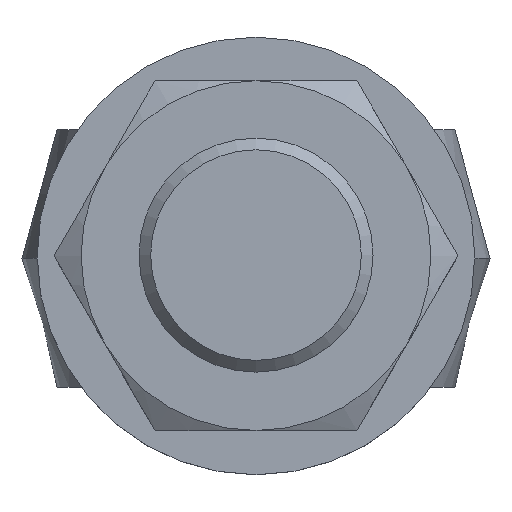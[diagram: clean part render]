
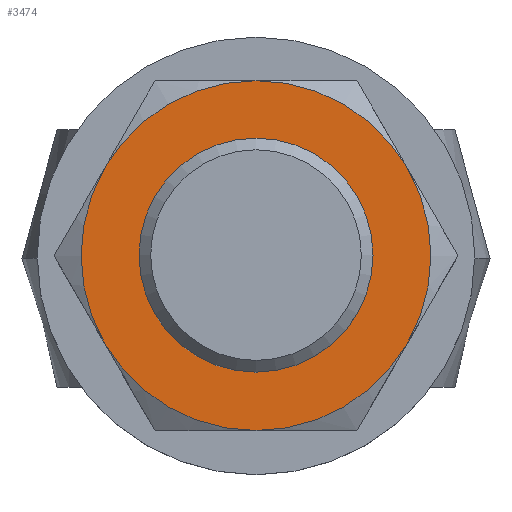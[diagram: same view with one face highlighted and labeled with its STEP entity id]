
A CAD part, top view. The second image highlights one B-rep face of the part: STEP entity #3474.
In plain terms, the highlighted face is planar.
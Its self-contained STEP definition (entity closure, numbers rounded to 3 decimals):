
#48 = CARTESIAN_POINT ( 'NONE',  ( 0., 14.95, -8. ) ) ;
#196 = CARTESIAN_POINT ( 'NONE',  ( -12.947, -7.475, -8. ) ) ;
#212 = EDGE_CURVE ( 'NONE', #6204, #1670, #3390, .T. ) ;
#265 = CARTESIAN_POINT ( 'NONE',  ( 9.75, 0., -8. ) ) ;
#285 = CARTESIAN_POINT ( 'NONE',  ( 0., 0., -8. ) ) ;
#290 = CARTESIAN_POINT ( 'NONE',  ( 0., 0., -8. ) ) ;
#326 = ORIENTED_EDGE ( 'NONE', *, *, #6448, .T. ) ;
#428 = AXIS2_PLACEMENT_3D ( 'NONE', #1577, #2111, #2018 ) ;
#450 = ORIENTED_EDGE ( 'NONE', *, *, #1717, .T. ) ;
#640 = DIRECTION ( 'NONE',  ( 0., 0., 1. ) ) ;
#662 = AXIS2_PLACEMENT_3D ( 'NONE', #5231, #3588, #4102 ) ;
#730 = DIRECTION ( 'NONE',  ( 1., 0., 0. ) ) ;
#789 = ORIENTED_EDGE ( 'NONE', *, *, #3248, .T. ) ;
#1484 = VERTEX_POINT ( 'NONE', #48 ) ;
#1559 = EDGE_CURVE ( 'NONE', #4158, #6204, #1847, .T. ) ;
#1577 = CARTESIAN_POINT ( 'NONE',  ( 0., 0., -8. ) ) ;
#1602 = CARTESIAN_POINT ( 'NONE',  ( 0., 0., -8. ) ) ;
#1622 = CARTESIAN_POINT ( 'NONE',  ( 0., 0., -8. ) ) ;
#1670 = VERTEX_POINT ( 'NONE', #3252 ) ;
#1717 = EDGE_CURVE ( 'NONE', #5030, #4158, #4020, .T. ) ;
#1724 = DIRECTION ( 'NONE',  ( 1., 0., 0. ) ) ;
#1838 = CARTESIAN_POINT ( 'NONE',  ( 0., 0., -8. ) ) ;
#1847 = CIRCLE ( 'NONE', #428, 14.95 ) ;
#2018 = DIRECTION ( 'NONE',  ( 1., 0., 0. ) ) ;
#2051 = CARTESIAN_POINT ( 'NONE',  ( 12.947, -7.475, -8. ) ) ;
#2111 = DIRECTION ( 'NONE',  ( 0., 0., -1. ) ) ;
#2434 = DIRECTION ( 'NONE',  ( 0., 0., -1. ) ) ;
#2452 = CARTESIAN_POINT ( 'NONE',  ( 12.947, 7.475, -8. ) ) ;
#2486 = FACE_OUTER_BOUND ( 'NONE', #5887, .T. ) ;
#2593 = ORIENTED_EDGE ( 'NONE', *, *, #6295, .T. ) ;
#2639 = FACE_BOUND ( 'NONE', #2784, .T. ) ;
#2710 = CIRCLE ( 'NONE', #3276, 9.75 ) ;
#2784 = EDGE_LOOP ( 'NONE', ( #3907 ) ) ;
#2787 = DIRECTION ( 'NONE',  ( 0., 0., -1. ) ) ;
#3154 = AXIS2_PLACEMENT_3D ( 'NONE', #1838, #2434, #6117 ) ;
#3248 = EDGE_CURVE ( 'NONE', #4077, #5030, #3718, .T. ) ;
#3252 = CARTESIAN_POINT ( 'NONE',  ( -12.947, 7.475, -8. ) ) ;
#3276 = AXIS2_PLACEMENT_3D ( 'NONE', #285, #5097, #6124 ) ;
#3363 = DIRECTION ( 'NONE',  ( 1., 0., 0. ) ) ;
#3390 = CIRCLE ( 'NONE', #6310, 14.95 ) ;
#3402 = CARTESIAN_POINT ( 'NONE',  ( 0., 0., -8. ) ) ;
#3474 = ADVANCED_FACE ( 'NONE', ( #2639, #2486 ), #4494, .F. ) ;
#3478 = DIRECTION ( 'NONE',  ( 0., 0., -1. ) ) ;
#3588 = DIRECTION ( 'NONE',  ( 0., 0., -1. ) ) ;
#3718 = CIRCLE ( 'NONE', #5632, 14.95 ) ;
#3773 = CIRCLE ( 'NONE', #662, 14.95 ) ;
#3890 = ORIENTED_EDGE ( 'NONE', *, *, #1559, .T. ) ;
#3907 = ORIENTED_EDGE ( 'NONE', *, *, #4442, .T. ) ;
#4020 = CIRCLE ( 'NONE', #5797, 14.95 ) ;
#4077 = VERTEX_POINT ( 'NONE', #2452 ) ;
#4102 = DIRECTION ( 'NONE',  ( 0., 1., 0. ) ) ;
#4134 = CARTESIAN_POINT ( 'NONE',  ( 0., -14.95, -8. ) ) ;
#4158 = VERTEX_POINT ( 'NONE', #4134 ) ;
#4174 = ORIENTED_EDGE ( 'NONE', *, *, #212, .T. ) ;
#4442 = EDGE_CURVE ( 'NONE', #5687, #5687, #2710, .T. ) ;
#4494 = PLANE ( 'NONE',  #6537 ) ;
#5030 = VERTEX_POINT ( 'NONE', #2051 ) ;
#5097 = DIRECTION ( 'NONE',  ( 0., 0., 1. ) ) ;
#5231 = CARTESIAN_POINT ( 'NONE',  ( 0., 0., -8. ) ) ;
#5324 = DIRECTION ( 'NONE',  ( 0., 0., -1. ) ) ;
#5632 = AXIS2_PLACEMENT_3D ( 'NONE', #3402, #3478, #730 ) ;
#5687 = VERTEX_POINT ( 'NONE', #265 ) ;
#5797 = AXIS2_PLACEMENT_3D ( 'NONE', #1622, #2787, #3363 ) ;
#5836 = DIRECTION ( 'NONE',  ( 1., 0., 0. ) ) ;
#5887 = EDGE_LOOP ( 'NONE', ( #789, #450, #3890, #4174, #2593, #326 ) ) ;
#6117 = DIRECTION ( 'NONE',  ( 1., 0., 0. ) ) ;
#6124 = DIRECTION ( 'NONE',  ( 1., 0., 0. ) ) ;
#6204 = VERTEX_POINT ( 'NONE', #196 ) ;
#6295 = EDGE_CURVE ( 'NONE', #1670, #1484, #6316, .T. ) ;
#6310 = AXIS2_PLACEMENT_3D ( 'NONE', #1602, #5324, #5836 ) ;
#6316 = CIRCLE ( 'NONE', #3154, 14.95 ) ;
#6448 = EDGE_CURVE ( 'NONE', #1484, #4077, #3773, .T. ) ;
#6537 = AXIS2_PLACEMENT_3D ( 'NONE', #290, #640, #1724 ) ;
